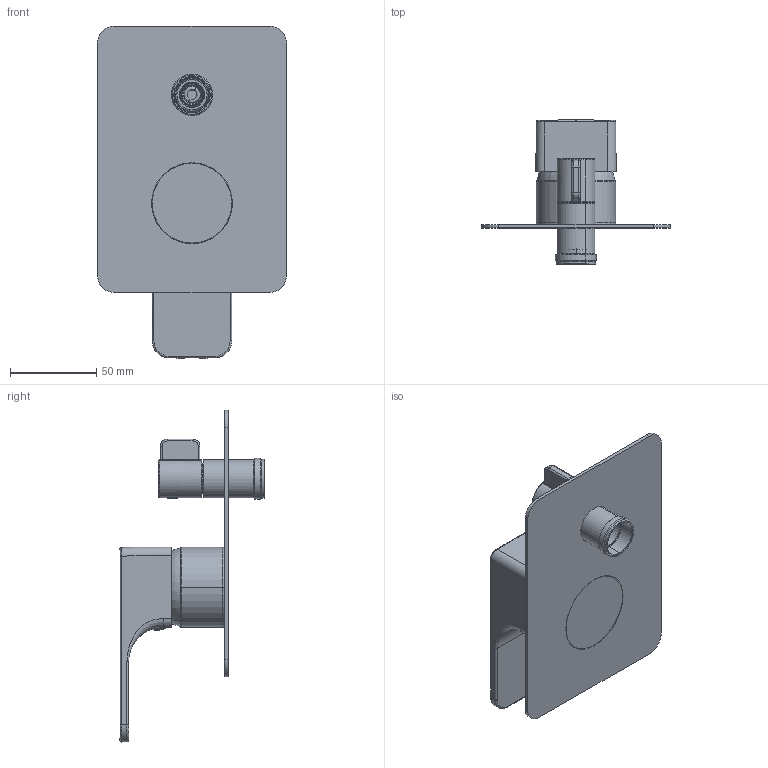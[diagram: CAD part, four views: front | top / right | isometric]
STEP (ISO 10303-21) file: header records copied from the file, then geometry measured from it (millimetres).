
FILE_DESCRIPTION(('CATIA V5 STEP Exchange','CAx-IF Rec.Pracs.--- Model Styling and Organization---1.5--- 2016-08-15','CAx-IF Rec.Pracs.---Supplemental Geometry---1.0---2011-11-01','CAx-IF Rec.Pracs.--- Composite Materials ---3.4---2017-06-13','CAx-IF Rec.Pracs.---Tessellated 3D Geometry---1.0---2015-12-17'),'2;1');
FILE_NAME('CU002300.stp','2024-10-17T14:45:39+00:00',('none'),('none'),'CATIA Version 5-6 Release 2020 SP2','CATIA V5 STEP AP242 v2','none');
FILE_SCHEMA(('AP242_MANAGED_MODEL_BASED_3D_ENGINEERING_MIM_LF {1 0 10303 442 1 1 4}'));
Products named in the file (1): CU002300
Bounding box: 110 x 83.83 x 193 mm (x, y, z)
Volume: 171366.6 mm3; surface area: 77031.5 mm2
Topology: 8 solids, 585 shells, 808 faces, 3700 edges, 3475 vertices
Faces by surface type: plane 326, cylinder 177, extrusion 98, revolution 70, bspline 64, cone 33, torus 28, sphere 12
Entity records: 45021 total; most frequent: CARTESIAN_POINT 17808, ORIENTED_EDGE 4212, DIRECTION 3723, EDGE_CURVE 3683, VERTEX_POINT 3475, VECTOR 1756, LINE 1658, AXIS2_PLACEMENT_3D 1380
